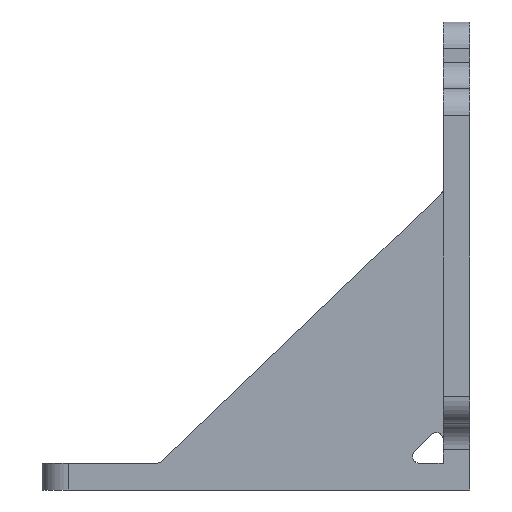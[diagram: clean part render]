
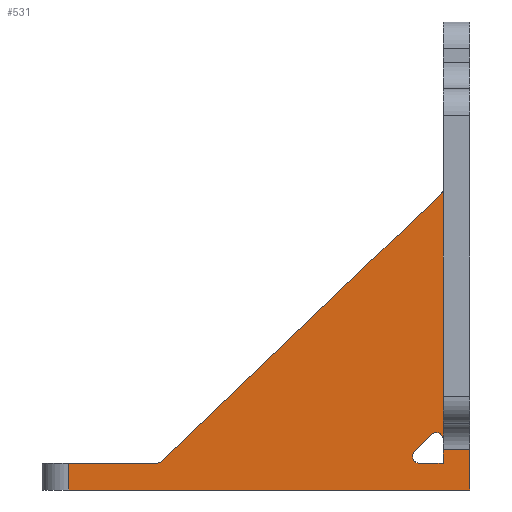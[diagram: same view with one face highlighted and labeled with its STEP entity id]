
A CAD part, left-side view. The second image highlights one B-rep face of the part: STEP entity #531.
In plain terms, the highlighted planar face has unit normal (-1, 0, 0).
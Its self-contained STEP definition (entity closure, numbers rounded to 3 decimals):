
#8 = VERTEX_POINT ( 'NONE', #131 ) ;
#13 = VERTEX_POINT ( 'NONE', #2543 ) ;
#17 = DIRECTION ( 'NONE',  ( 1., 0., 0. ) ) ;
#41 = LINE ( 'NONE', #547, #874 ) ;
#87 = CIRCLE ( 'NONE', #2127, 0.5 ) ;
#131 = CARTESIAN_POINT ( 'NONE',  ( -16., -15., 3.793 ) ) ;
#141 = LINE ( 'NONE', #604, #3058 ) ;
#254 = CARTESIAN_POINT ( 'NONE',  ( -16., -14.146, 4.146 ) ) ;
#261 = ORIENTED_EDGE ( 'NONE', *, *, #653, .F. ) ;
#295 = DIRECTION ( 'NONE',  ( 1., 0., 0. ) ) ;
#356 = CIRCLE ( 'NONE', #2755, 0.5 ) ;
#363 = CARTESIAN_POINT ( 'NONE',  ( -16., 0., 0. ) ) ;
#423 = LINE ( 'NONE', #2368, #1046 ) ;
#522 = VECTOR ( 'NONE', #821, 1000. ) ;
#531 = ADVANCED_FACE ( 'NONE', ( #2768 ), #1823, .F. ) ;
#541 = ORIENTED_EDGE ( 'NONE', *, *, #2756, .T. ) ;
#547 = CARTESIAN_POINT ( 'NONE',  ( -16., -12., 2. ) ) ;
#575 = CARTESIAN_POINT ( 'NONE',  ( -16., 0., 2. ) ) ;
#604 = CARTESIAN_POINT ( 'NONE',  ( -16., -17., 35. ) ) ;
#653 = EDGE_CURVE ( 'NONE', #1612, #857, #423, .T. ) ;
#704 = ORIENTED_EDGE ( 'NONE', *, *, #1686, .T. ) ;
#716 = ORIENTED_EDGE ( 'NONE', *, *, #942, .F. ) ;
#777 = CARTESIAN_POINT ( 'NONE',  ( -16., -14.5, 3.793 ) ) ;
#793 = LINE ( 'NONE', #363, #2911 ) ;
#821 = DIRECTION ( 'NONE',  ( 0., -0.723, 0.691 ) ) ;
#857 = VERTEX_POINT ( 'NONE', #1580 ) ;
#874 = VECTOR ( 'NONE', #1960, 1000. ) ;
#879 = DIRECTION ( 'NONE',  ( 0., 0., -1. ) ) ;
#886 = EDGE_CURVE ( 'NONE', #13, #1252, #793, .T. ) ;
#896 = DIRECTION ( 'NONE',  ( 0., 0., 1. ) ) ;
#913 = LINE ( 'NONE', #1208, #2640 ) ;
#942 = EDGE_CURVE ( 'NONE', #1394, #1252, #141, .T. ) ;
#1018 = DIRECTION ( 'NONE',  ( 0., 1., 0. ) ) ;
#1046 = VECTOR ( 'NONE', #896, 1000. ) ;
#1075 = CARTESIAN_POINT ( 'NONE',  ( -16., -15., 0. ) ) ;
#1103 = EDGE_CURVE ( 'NONE', #2785, #2361, #1235, .T. ) ;
#1132 = CARTESIAN_POINT ( 'NONE',  ( -16., -12.854, 2.854 ) ) ;
#1175 = VERTEX_POINT ( 'NONE', #1709 ) ;
#1207 = VERTEX_POINT ( 'NONE', #1132 ) ;
#1208 = CARTESIAN_POINT ( 'NONE',  ( -16., 0., 3. ) ) ;
#1230 = ORIENTED_EDGE ( 'NONE', *, *, #2409, .T. ) ;
#1235 = LINE ( 'NONE', #1775, #522 ) ;
#1252 = VERTEX_POINT ( 'NONE', #1877 ) ;
#1262 = VECTOR ( 'NONE', #2661, 1000. ) ;
#1271 = CARTESIAN_POINT ( 'NONE',  ( -16., 0., 2. ) ) ;
#1281 = CIRCLE ( 'NONE', #2964, 0.5 ) ;
#1348 = DIRECTION ( 'NONE',  ( 0., 1., 0. ) ) ;
#1394 = VERTEX_POINT ( 'NONE', #2516 ) ;
#1452 = CARTESIAN_POINT ( 'NONE',  ( -16., -13.207, 2. ) ) ;
#1580 = CARTESIAN_POINT ( 'NONE',  ( -16., -15., 3. ) ) ;
#1592 = VERTEX_POINT ( 'NONE', #254 ) ;
#1598 = DIRECTION ( 'NONE',  ( 0., -1., 0. ) ) ;
#1607 = EDGE_CURVE ( 'NONE', #2353, #1207, #87, .T. ) ;
#1612 = VERTEX_POINT ( 'NONE', #2379 ) ;
#1619 = VECTOR ( 'NONE', #2106, 1000. ) ;
#1653 = DIRECTION ( 'NONE',  ( 0., 1., 0. ) ) ;
#1655 = ORIENTED_EDGE ( 'NONE', *, *, #1707, .T. ) ;
#1686 = EDGE_CURVE ( 'NONE', #1887, #2361, #2294, .T. ) ;
#1707 = EDGE_CURVE ( 'NONE', #2785, #2783, #356, .T. ) ;
#1709 = CARTESIAN_POINT ( 'NONE',  ( -16., 13., 2. ) ) ;
#1750 = DIRECTION ( 'NONE',  ( 1., 0., 0. ) ) ;
#1775 = CARTESIAN_POINT ( 'NONE',  ( -16., 6.215, 2. ) ) ;
#1823 = PLANE ( 'NONE',  #2939 ) ;
#1830 = ORIENTED_EDGE ( 'NONE', *, *, #2721, .F. ) ;
#1877 = CARTESIAN_POINT ( 'NONE',  ( -16., -17., 0. ) ) ;
#1887 = VERTEX_POINT ( 'NONE', #3046 ) ;
#1949 = CARTESIAN_POINT ( 'NONE',  ( -16., -13.207, 2.5 ) ) ;
#1960 = DIRECTION ( 'NONE',  ( 0., 0.707, -0.707 ) ) ;
#2001 = DIRECTION ( 'NONE',  ( 0., -1., 0. ) ) ;
#2106 = DIRECTION ( 'NONE',  ( 0., -1., 0. ) ) ;
#2127 = AXIS2_PLACEMENT_3D ( 'NONE', #1949, #17, #2942 ) ;
#2131 = EDGE_CURVE ( 'NONE', #1175, #2783, #2224, .T. ) ;
#2132 = EDGE_CURVE ( 'NONE', #1592, #1207, #41, .T. ) ;
#2224 = LINE ( 'NONE', #1271, #2245 ) ;
#2232 = DIRECTION ( 'NONE',  ( 0., 1., 0. ) ) ;
#2245 = VECTOR ( 'NONE', #2001, 1000. ) ;
#2257 = CARTESIAN_POINT ( 'NONE',  ( -16., 6.416, 2.5 ) ) ;
#2280 = LINE ( 'NONE', #1075, #2484 ) ;
#2294 = CIRCLE ( 'NONE', #3012, 0.5 ) ;
#2353 = VERTEX_POINT ( 'NONE', #1452 ) ;
#2361 = VERTEX_POINT ( 'NONE', #2372 ) ;
#2364 = ORIENTED_EDGE ( 'NONE', *, *, #2797, .F. ) ;
#2368 = CARTESIAN_POINT ( 'NONE',  ( -16., -15., 2. ) ) ;
#2372 = CARTESIAN_POINT ( 'NONE',  ( -16., -14.846, 22.153 ) ) ;
#2379 = CARTESIAN_POINT ( 'NONE',  ( -16., -15., 2. ) ) ;
#2384 = LINE ( 'NONE', #2624, #1619 ) ;
#2404 = LINE ( 'NONE', #3157, #1262 ) ;
#2409 = EDGE_CURVE ( 'NONE', #1175, #13, #2404, .T. ) ;
#2421 = ORIENTED_EDGE ( 'NONE', *, *, #2132, .F. ) ;
#2484 = VECTOR ( 'NONE', #879, 1000. ) ;
#2500 = DIRECTION ( 'NONE',  ( 0., 1., 0. ) ) ;
#2515 = DIRECTION ( 'NONE',  ( 1., 0., 0. ) ) ;
#2516 = CARTESIAN_POINT ( 'NONE',  ( -16., -17., 3. ) ) ;
#2525 = DIRECTION ( 'NONE',  ( 1., 0., 0. ) ) ;
#2543 = CARTESIAN_POINT ( 'NONE',  ( -16., 13., 0. ) ) ;
#2624 = CARTESIAN_POINT ( 'NONE',  ( -16., -12., 2. ) ) ;
#2640 = VECTOR ( 'NONE', #1653, 1000. ) ;
#2655 = CARTESIAN_POINT ( 'NONE',  ( -16., 6.07, 2.139 ) ) ;
#2661 = DIRECTION ( 'NONE',  ( 0., 0., -1. ) ) ;
#2698 = ORIENTED_EDGE ( 'NONE', *, *, #1607, .T. ) ;
#2721 = EDGE_CURVE ( 'NONE', #1887, #8, #2280, .T. ) ;
#2729 = EDGE_LOOP ( 'NONE', ( #541, #261, #2364, #2698, #2421, #2780, #1830, #704, #3001, #1655, #3053, #1230, #2870, #716 ) ) ;
#2755 = AXIS2_PLACEMENT_3D ( 'NONE', #2257, #2515, #1018 ) ;
#2756 = EDGE_CURVE ( 'NONE', #1394, #857, #913, .T. ) ;
#2768 = FACE_OUTER_BOUND ( 'NONE', #2729, .T. ) ;
#2780 = ORIENTED_EDGE ( 'NONE', *, *, #2940, .T. ) ;
#2783 = VERTEX_POINT ( 'NONE', #2886 ) ;
#2785 = VERTEX_POINT ( 'NONE', #2655 ) ;
#2797 = EDGE_CURVE ( 'NONE', #2353, #1612, #2384, .T. ) ;
#2870 = ORIENTED_EDGE ( 'NONE', *, *, #886, .T. ) ;
#2886 = CARTESIAN_POINT ( 'NONE',  ( -16., 6.416, 2. ) ) ;
#2911 = VECTOR ( 'NONE', #1598, 1000. ) ;
#2939 = AXIS2_PLACEMENT_3D ( 'NONE', #575, #2525, #1348 ) ;
#2940 = EDGE_CURVE ( 'NONE', #1592, #8, #1281, .T. ) ;
#2942 = DIRECTION ( 'NONE',  ( 0., 1., 0. ) ) ;
#2964 = AXIS2_PLACEMENT_3D ( 'NONE', #777, #1750, #2232 ) ;
#2981 = CARTESIAN_POINT ( 'NONE',  ( -16., -14.5, 22.515 ) ) ;
#2984 = DIRECTION ( 'NONE',  ( 0., 0., -1. ) ) ;
#3001 = ORIENTED_EDGE ( 'NONE', *, *, #1103, .F. ) ;
#3012 = AXIS2_PLACEMENT_3D ( 'NONE', #2981, #295, #2500 ) ;
#3046 = CARTESIAN_POINT ( 'NONE',  ( -16., -15., 22.515 ) ) ;
#3053 = ORIENTED_EDGE ( 'NONE', *, *, #2131, .F. ) ;
#3058 = VECTOR ( 'NONE', #2984, 1000. ) ;
#3157 = CARTESIAN_POINT ( 'NONE',  ( -16., 13., 0. ) ) ;
